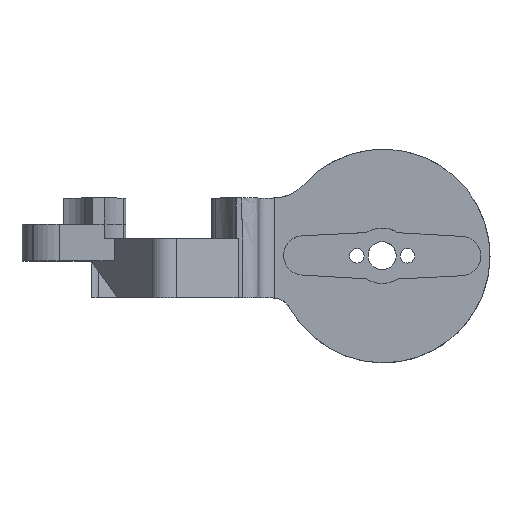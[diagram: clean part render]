
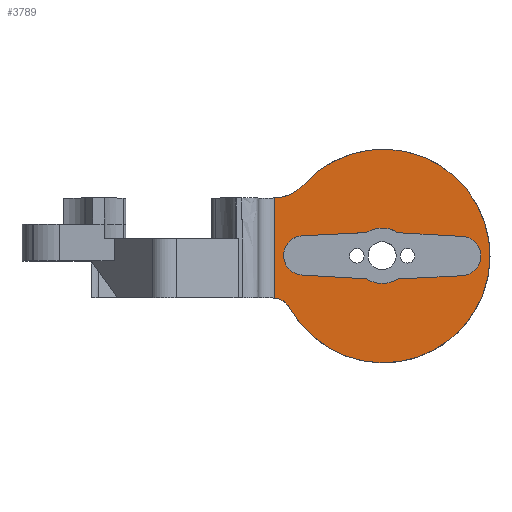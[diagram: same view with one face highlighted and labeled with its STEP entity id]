
A CAD part, top view. The second image highlights one B-rep face of the part: STEP entity #3789.
In plain terms, the highlighted planar face has unit normal (0, 0, 1).
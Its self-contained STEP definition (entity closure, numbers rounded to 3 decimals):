
#1378=CARTESIAN_POINT('',(-61.743,210.137,10.164));
#1379=DIRECTION('',(0.,0.,-1.));
#1380=DIRECTION('',(0.741,-0.672,0.));
#1381=AXIS2_PLACEMENT_3D('',#1378,#1379,#1380);
#1386=CARTESIAN_POINT('',(-42.106,192.34,10.164));
#1387=DIRECTION('',(0.,0.,1.));
#1388=DIRECTION('',(-0.873,-0.487,0.));
#1389=AXIS2_PLACEMENT_3D('',#1386,#1387,#1388);
#1394=CARTESIAN_POINT('',(-61.759,181.385,10.164));
#1395=DIRECTION('',(0.,0.,-1.));
#1396=DIRECTION('',(0.075,0.997,0.));
#1397=AXIS2_PLACEMENT_3D('',#1394,#1395,#1396);
#1402=CARTESIAN_POINT('',(-56.318,192.435,10.164));
#1403=DIRECTION('',(0.,0.,-1.));
#1404=DIRECTION('',(-0.059,-0.998,0.));
#1405=AXIS2_PLACEMENT_3D('',#1402,#1403,#1404);
#1410=DIRECTION('',(-0.998,0.059,0.));
#1411=VECTOR('',#1410,11.519);
#1412=CARTESIAN_POINT('',(-45.023,188.266,10.164));
#1413=LINE('',#1412,#1411);
#1417=CARTESIAN_POINT('',(-42.268,192.378,10.164));
#1418=DIRECTION('',(0.,0.,-1.));
#1419=DIRECTION('',(0.55,-0.835,0.));
#1420=AXIS2_PLACEMENT_3D('',#1417,#1418,#1419);
#1425=DIRECTION('',(-0.999,-0.051,0.));
#1426=VECTOR('',#1425,11.519);
#1427=CARTESIAN_POINT('',(-28.041,188.826,10.164));
#1428=LINE('',#1427,#1426);
#1432=CARTESIAN_POINT('',(-28.218,192.321,10.164));
#1433=DIRECTION('',(0.,0.,-1.));
#1434=DIRECTION('',(0.059,0.998,0.));
#1435=AXIS2_PLACEMENT_3D('',#1432,#1433,#1434);
#1440=DIRECTION('',(0.998,-0.059,0.));
#1441=VECTOR('',#1440,11.519);
#1442=CARTESIAN_POINT('',(-39.512,196.49,10.164));
#1443=LINE('',#1442,#1441);
#1447=CARTESIAN_POINT('',(-42.268,192.378,10.164));
#1448=DIRECTION('',(0.,0.,-1.));
#1449=DIRECTION('',(-0.55,0.835,0.));
#1450=AXIS2_PLACEMENT_3D('',#1447,#1448,#1449);
#1455=DIRECTION('',(0.999,0.051,0.));
#1456=VECTOR('',#1455,11.519);
#1457=CARTESIAN_POINT('',(-56.495,195.931,10.164));
#1458=LINE('',#1457,#1456);
#1462=DIRECTION('',(0.,1.,0.));
#1463=VECTOR('',#1462,17.764);
#1464=CARTESIAN_POINT('',(-61.495,184.875,10.164));
#1465=LINE('',#1464,#1463);
#1469=CARTESIAN_POINT('',(-61.495,202.64,10.164));
#2650=CARTESIAN_POINT('',(-58.702,183.089,10.164));
#2652=VERTEX_POINT('',#2650);
#2653=CARTESIAN_POINT('',(-61.495,184.875,10.164));
#2654=VERTEX_POINT('',#2653);
#2660=CARTESIAN_POINT('',(-56.185,205.099,10.164));
#2661=VERTEX_POINT('',#2660);
#2676=VERTEX_POINT('',#1469);
#2840=CARTESIAN_POINT('',(-45.023,188.266,10.164));
#2841=VERTEX_POINT('',#2840);
#2842=CARTESIAN_POINT('',(-56.523,188.941,10.164));
#2843=VERTEX_POINT('',#2842);
#2844=CARTESIAN_POINT('',(-39.546,188.244,10.164));
#2845=VERTEX_POINT('',#2844);
#2846=CARTESIAN_POINT('',(-28.041,188.826,10.164));
#2847=VERTEX_POINT('',#2846);
#2848=CARTESIAN_POINT('',(-28.013,195.815,10.164));
#2849=VERTEX_POINT('',#2848);
#2850=CARTESIAN_POINT('',(-39.512,196.49,10.164));
#2851=VERTEX_POINT('',#2850);
#2852=CARTESIAN_POINT('',(-44.99,196.513,10.164));
#2853=VERTEX_POINT('',#2852);
#2854=CARTESIAN_POINT('',(-56.495,195.931,10.164));
#2855=VERTEX_POINT('',#2854);
#3758=CARTESIAN_POINT('',(-65.3,206.385,10.164));
#3759=DIRECTION('',(0.,0.,1.));
#3760=DIRECTION('',(0.,1.,0.));
#3761=AXIS2_PLACEMENT_3D('',#3758,#3759,#3760);
#3762=PLANE('',#3761);
#3764=ORIENTED_EDGE('',*,*,#3763,.T.);
#3766=ORIENTED_EDGE('',*,*,#3765,.F.);
#3767=ORIENTED_EDGE('',*,*,#3746,.F.);
#3768=ORIENTED_EDGE('',*,*,#3735,.F.);
#3769=EDGE_LOOP('',(#3764,#3766,#3767,#3768));
#3770=FACE_OUTER_BOUND('',#3769,.F.);
#3772=ORIENTED_EDGE('',*,*,#3771,.F.);
#3774=ORIENTED_EDGE('',*,*,#3773,.F.);
#3776=ORIENTED_EDGE('',*,*,#3775,.F.);
#3778=ORIENTED_EDGE('',*,*,#3777,.F.);
#3780=ORIENTED_EDGE('',*,*,#3779,.F.);
#3782=ORIENTED_EDGE('',*,*,#3781,.F.);
#3784=ORIENTED_EDGE('',*,*,#3783,.F.);
#3786=ORIENTED_EDGE('',*,*,#3785,.F.);
#3787=EDGE_LOOP('',(#3772,#3774,#3776,#3778,#3780,#3782,#3784,#3786));
#3788=FACE_BOUND('',#3787,.F.);
#1382=CIRCLE('',#1381,7.502);
#1390=CIRCLE('',#1389,19.);
#1398=CIRCLE('',#1397,3.5);
#1406=CIRCLE('',#1405,3.5);
#1421=CIRCLE('',#1420,4.95);
#1436=CIRCLE('',#1435,3.5);
#1451=CIRCLE('',#1450,4.95);
#3735=EDGE_CURVE('',#2654,#2652,#1398,.T.);
#3746=EDGE_CURVE('',#2652,#2661,#1390,.T.);
#3763=EDGE_CURVE('',#2654,#2676,#1465,.T.);
#3765=EDGE_CURVE('',#2661,#2676,#1382,.T.);
#3771=EDGE_CURVE('',#2843,#2855,#1406,.T.);
#3773=EDGE_CURVE('',#2841,#2843,#1413,.T.);
#3775=EDGE_CURVE('',#2845,#2841,#1421,.T.);
#3777=EDGE_CURVE('',#2847,#2845,#1428,.T.);
#3779=EDGE_CURVE('',#2849,#2847,#1436,.T.);
#3781=EDGE_CURVE('',#2851,#2849,#1443,.T.);
#3783=EDGE_CURVE('',#2853,#2851,#1451,.T.);
#3785=EDGE_CURVE('',#2855,#2853,#1458,.T.);
#3789=ADVANCED_FACE('',(#3770,#3788),#3762,.T.);
